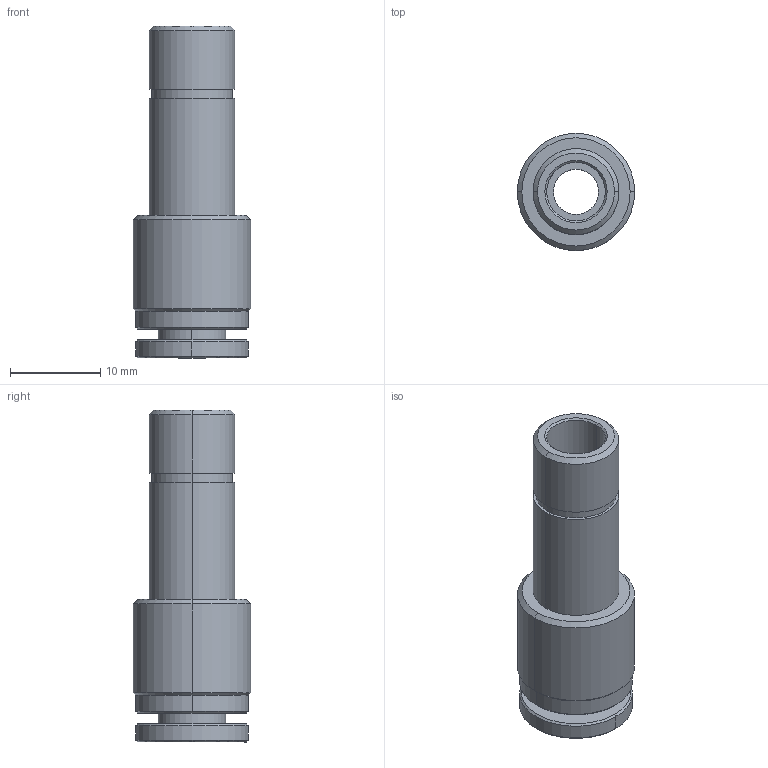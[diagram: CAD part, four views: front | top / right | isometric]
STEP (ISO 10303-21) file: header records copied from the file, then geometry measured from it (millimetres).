
FILE_DESCRIPTION (( 'STEP AP214' ), '1' );
FILE_NAME ('TRS1-4-3-8W.STEP', '2018-07-31T15:47:29', ( '' ), ( '' ), 'SwSTEP 2.0', 'SolidWorks 2016', '' );
FILE_SCHEMA (( 'AUTOMOTIVE_DESIGN' ));
Length unit declared in the file: millimetre
Products named in the file (1): TRS1-4-3-8W
Bounding box: 13 x 13 x 36.81 mm (x, y, z)
Volume: 2074.4 mm3; surface area: 3686.3 mm2
Topology: 6 solids, 6 shells, 328 faces, 879 edges, 570 vertices
Faces by surface type: cone 115, plane 111, cylinder 70, bspline 30, torus 2
Entity records: 14635 total; most frequent: CARTESIAN_POINT 3197, ORIENTED_EDGE 1758, DIRECTION 1466, EDGE_CURVE 879, AXIS2_PLACEMENT_3D 611, VERTEX_POINT 570, EDGE_LOOP 347, UNCERTAINTY_MEASURE_WITH_UNIT 336
